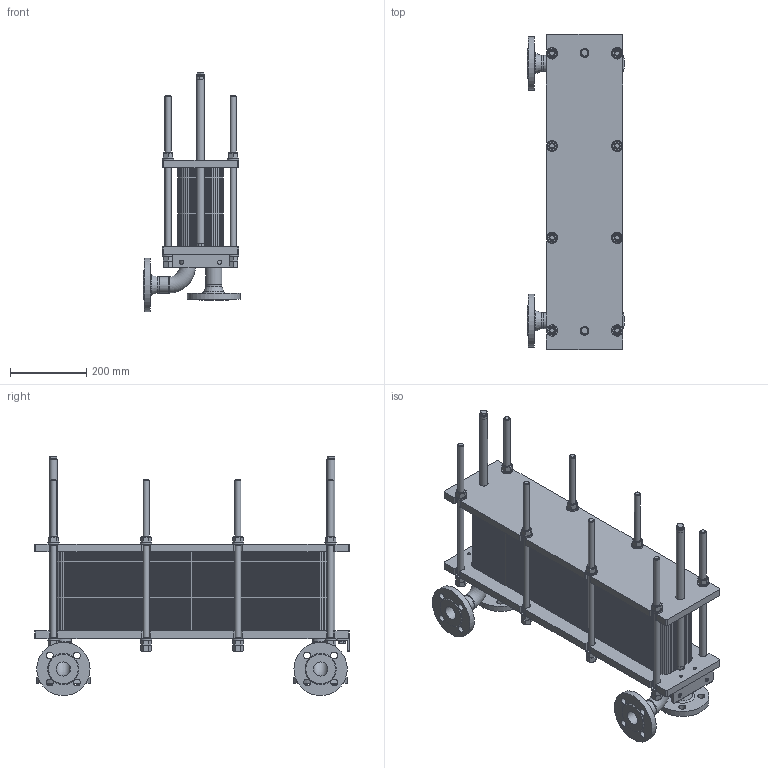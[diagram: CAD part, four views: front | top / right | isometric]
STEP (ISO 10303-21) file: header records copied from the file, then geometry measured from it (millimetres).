
FILE_DESCRIPTION((''),'2;1');
FILE_NAME('4000188550.stp','2015-02-18T11:16:39',('Wieciorek'),(''),'Autodesk Inventor 2010','Autodesk Inventor 2010','');
FILE_SCHEMA(('AUTOMOTIVE_DESIGN { 1 0 10303 214 1 1 1 1 }'));
Length unit declared in the file: millimetre
Products named in the file (23): 4000188550; 619134451430; 610032003200; 900376880500; 800005100300; 619134411430; 409124501432; 810005210300; DIN 933 - ersetzt durch DIN EN 24017 M10  x 40; DIN 933 - ersetzt durch DIN EN 24017 M10  x 20; 753034825400; 807025020345; 800005101316; 611615202400; 800075051300; 610033293200; 802003223432; 900066890532; 610007100332; 610033292200; 800008674632; 900856829532; 900926851532
Assembly tree (157 placements, depth 3):
  4000188550
    619134451430
    610032003200  x2
      900376880500
      800005100300
    619134411430
    409124501432  x77
    810005210300  x6
    DIN 933 - ersetzt durch DIN EN 24017 M10  x 40  x2
    DIN 933 - ersetzt durch DIN EN 24017 M10  x 20  x2
    753034825400
    807025020345  x8
    800005101316  x24
    611615202400  x16
    800075051300  x2
    610033293200  x2
      802003223432
      900066890532
      610007100332
    610033292200  x2
      802003223432
      610007100332
      800008674632
      900856829532
      900926851532
Bounding box: 255 x 827 x 628.4 mm (x, y, z)
Volume: 25659876.9 mm3; surface area: 14624279.8 mm2
Topology: 162 solids, 162 shells, 2375 faces, 5871 edges, 3848 vertices
Faces by surface type: plane 1082, cylinder 754, bspline 319, cone 216, torus 4
Full cylindrical faces by diameter (mm): 9.188 x6, 10 x6, 10.5 x7, 15.4 x6, 16 x8, 16.5 x16, 18.1 x2, 19.5 x16, 20 x6, 21.3 x2, 23 x1, 30 x16, 32 x4, 34.5 x154, 37.2 x10, 42.4 x14, 43 x2, 51 x4, 52 x2, 140 x4
Entity records: 12387 total; most frequent: CARTESIAN_POINT 2624, DIRECTION 2055, ORIENTED_EDGE 1564, AXIS2_PLACEMENT_3D 847, EDGE_CURVE 782, VERTEX_POINT 561, EDGE_LOOP 523, VECTOR 361
